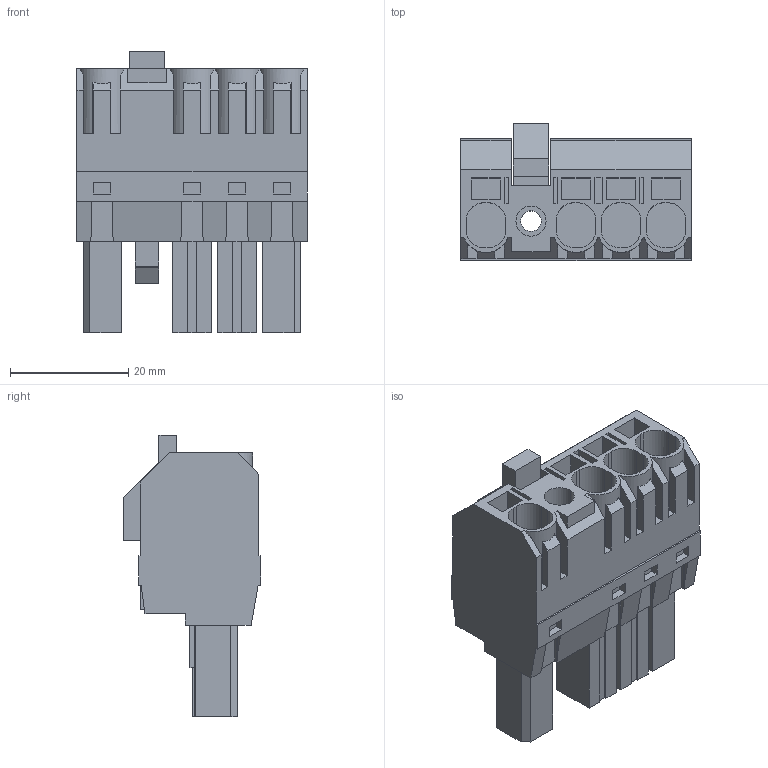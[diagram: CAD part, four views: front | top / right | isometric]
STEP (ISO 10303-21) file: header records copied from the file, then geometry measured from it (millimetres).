
FILE_DESCRIPTION(('CATIA V5 STEP Exchange','CAx-IF Rec.Pracs.--- Model Styling and Organization---1.4--- 2014-01-23'),'2;1');
FILE_NAME ('D1451980_1_1430120000_1430120000.stp','2023-09-07T12:50:59+00:00',('none'),('Weidmueller'),'CATIA Version 5-6 Release 2016 SP3 HF44','CATIA V5 STEP AP214','none');
FILE_SCHEMA(('AUTOMOTIVE_DESIGN { 1 0 10303 214 1 1 1 1 }'));
Length unit declared in the file: millimetre
Products named in the file (1): 1430120000
Bounding box: 39 x 23.2 x 47.7 mm (x, y, z)
Volume: 21074.2 mm3; surface area: 10624 mm2
Topology: 2 solids, 2 shells, 416 faces, 1184 edges, 801 vertices
Faces by surface type: plane 392, cylinder 24
Entity records: 12909 total; most frequent: CARTESIAN_POINT 2519, ORIENTED_EDGE 2368, DIRECTION 1749, EDGE_CURVE 1184, VECTOR 1120, LINE 1120, VERTEX_POINT 801, EDGE_LOOP 447
